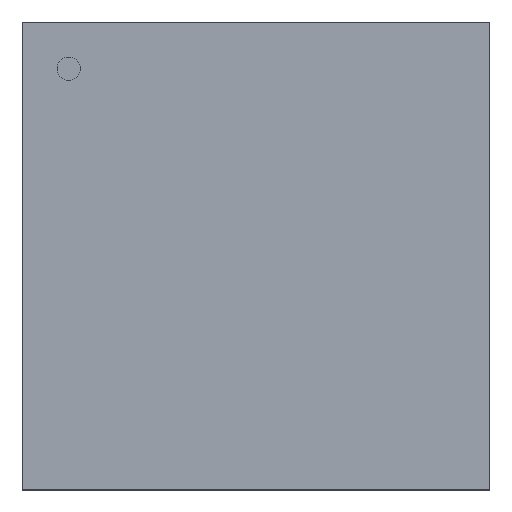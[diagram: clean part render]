
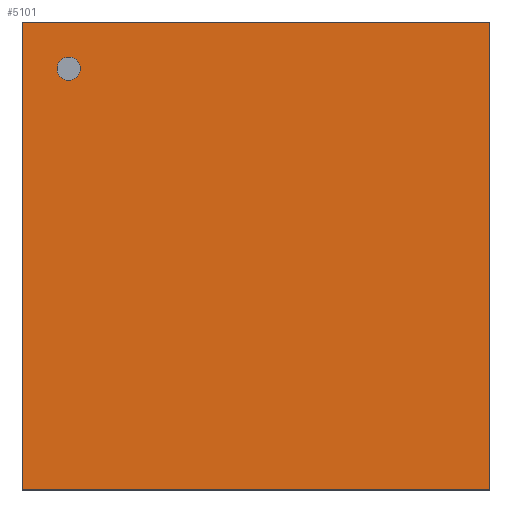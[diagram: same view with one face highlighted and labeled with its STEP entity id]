
A CAD part, top view. The second image highlights one B-rep face of the part: STEP entity #5101.
In plain terms, the highlighted planar face has unit normal (0, 0, 1).
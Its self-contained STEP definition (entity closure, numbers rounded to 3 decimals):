
#4877=CARTESIAN_POINT('',(8.598,-8.598,1.1));
#4876=VERTEX_POINT('',#4877);
#4887=CARTESIAN_POINT('',(-8.598,-8.598,1.1));
#4886=VERTEX_POINT('',#4887);
#4885=EDGE_CURVE('',#4886,#4876,#4890,.T.);
#4890=LINE('',#4887,#4892);
#4892=VECTOR('',#4893,17.196);
#4893=DIRECTION('',(1.0,0.0,0.0));
#4926=CARTESIAN_POINT('',(8.598,8.598,1.1));
#4925=VERTEX_POINT('',#4926);
#4934=EDGE_CURVE('',#4876,#4925,#4939,.T.);
#4939=LINE('',#4877,#4941);
#4941=VECTOR('',#4942,17.196);
#4942=DIRECTION('',(0.0,1.0,0.0));
#4975=CARTESIAN_POINT('',(-8.598,8.598,1.1));
#4974=VERTEX_POINT('',#4975);
#4983=EDGE_CURVE('',#4925,#4974,#4988,.T.);
#4988=LINE('',#4926,#4990);
#4990=VECTOR('',#4991,17.196);
#4991=DIRECTION('',(-1.0,0.0,0.0));
#5032=EDGE_CURVE('',#4974,#4886,#5037,.T.);
#5037=LINE('',#4975,#5039);
#5039=VECTOR('',#5040,17.196);
#5040=DIRECTION('',(0.0,-1.0,0.0));
#5101=ADVANCED_FACE('',(#5107),#5102,.T.);
#5102=PLANE('',#5103);
#5103=AXIS2_PLACEMENT_3D('',#5104,#5105,#5106);
#5104=CARTESIAN_POINT('',(-8.598,-8.598,1.1));
#5105=DIRECTION('',(0.0,0.0,1.0));
#5106=DIRECTION('',(0.,1.,0.));
#5107=FACE_OUTER_BOUND('',#5108,.T.);
#5108=EDGE_LOOP('',(#5109,#5119,#5129,#5139));
#5109=ORIENTED_EDGE('',*,*,#4885,.T.);
#5119=ORIENTED_EDGE('',*,*,#4934,.T.);
#5129=ORIENTED_EDGE('',*,*,#4983,.T.);
#5139=ORIENTED_EDGE('',*,*,#5032,.T.);
